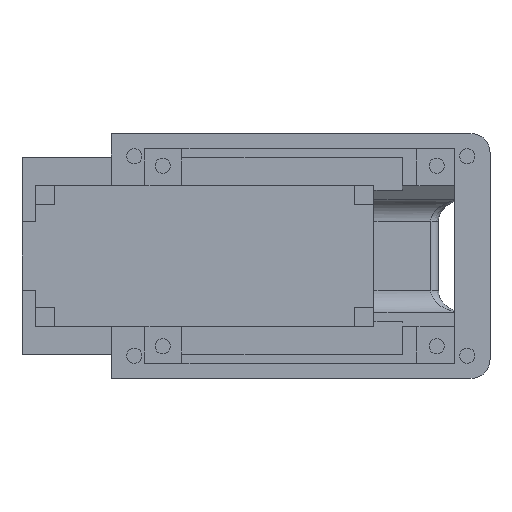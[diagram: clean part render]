
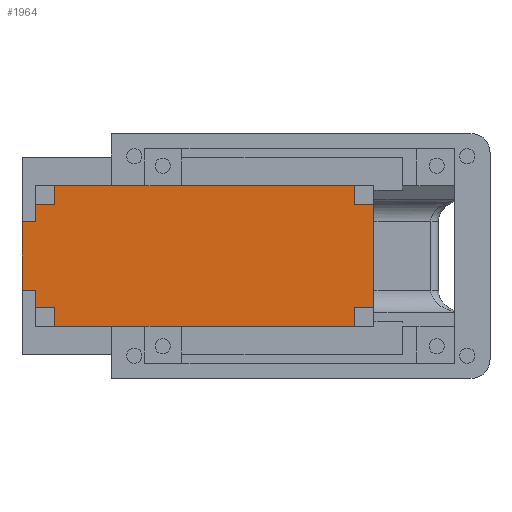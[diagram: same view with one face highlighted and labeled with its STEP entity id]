
A CAD part, front view. The second image highlights one B-rep face of the part: STEP entity #1964.
In plain terms, the highlighted planar face has unit normal (0, -1, 0).
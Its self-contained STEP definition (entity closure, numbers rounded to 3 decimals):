
#61=PLANE('',#2137);
#189=LINE('',#3417,#394);
#210=LINE('',#3460,#415);
#215=LINE('',#3468,#420);
#219=LINE('',#3476,#424);
#222=LINE('',#3483,#427);
#227=LINE('',#3492,#432);
#232=LINE('',#3503,#437);
#235=LINE('',#3507,#440);
#239=LINE('',#3516,#444);
#241=LINE('',#3520,#446);
#246=LINE('',#3530,#451);
#248=LINE('',#3534,#453);
#250=LINE('',#3538,#455);
#251=LINE('',#3540,#456);
#252=LINE('',#3541,#457);
#253=LINE('',#3542,#458);
#394=VECTOR('',#2479,10.);
#415=VECTOR('',#2512,10.);
#420=VECTOR('',#2519,10.);
#424=VECTOR('',#2525,10.);
#427=VECTOR('',#2530,10.);
#432=VECTOR('',#2537,10.);
#437=VECTOR('',#2546,10.);
#440=VECTOR('',#2551,10.);
#444=VECTOR('',#2559,10.);
#446=VECTOR('',#2563,10.);
#451=VECTOR('',#2572,10.);
#453=VECTOR('',#2576,10.);
#455=VECTOR('',#2580,10.);
#456=VECTOR('',#2581,10.);
#457=VECTOR('',#2582,10.);
#458=VECTOR('',#2583,10.);
#619=FACE_OUTER_BOUND('',#734,.T.);
#734=EDGE_LOOP('',(#1676,#1677,#1678,#1679,#1680,#1681,#1682,#1683,#1684,
#1685,#1686,#1687,#1688,#1689,#1690,#1691));
#952=VERTEX_POINT('',#3414);
#953=VERTEX_POINT('',#3416);
#968=VERTEX_POINT('',#3458);
#969=VERTEX_POINT('',#3459);
#971=VERTEX_POINT('',#3467);
#974=VERTEX_POINT('',#3475);
#976=VERTEX_POINT('',#3480);
#977=VERTEX_POINT('',#3482);
#983=VERTEX_POINT('',#3501);
#984=VERTEX_POINT('',#3502);
#987=VERTEX_POINT('',#3515);
#988=VERTEX_POINT('',#3519);
#991=VERTEX_POINT('',#3529);
#992=VERTEX_POINT('',#3533);
#993=VERTEX_POINT('',#3537);
#994=VERTEX_POINT('',#3539);
#1186=EDGE_CURVE('',#953,#952,#189,.T.);
#1207=EDGE_CURVE('',#968,#969,#210,.T.);
#1212=EDGE_CURVE('',#971,#969,#215,.T.);
#1216=EDGE_CURVE('',#974,#971,#219,.T.);
#1219=EDGE_CURVE('',#977,#976,#222,.T.);
#1224=EDGE_CURVE('',#968,#977,#227,.T.);
#1229=EDGE_CURVE('',#983,#984,#232,.T.);
#1232=EDGE_CURVE('',#952,#983,#235,.T.);
#1236=EDGE_CURVE('',#987,#953,#239,.T.);
#1238=EDGE_CURVE('',#988,#987,#241,.T.);
#1243=EDGE_CURVE('',#991,#974,#246,.T.);
#1245=EDGE_CURVE('',#992,#991,#248,.T.);
#1247=EDGE_CURVE('',#976,#993,#250,.T.);
#1248=EDGE_CURVE('',#993,#994,#251,.T.);
#1249=EDGE_CURVE('',#994,#988,#252,.T.);
#1250=EDGE_CURVE('',#984,#992,#253,.T.);
#1676=ORIENTED_EDGE('',*,*,#1247,.T.);
#1677=ORIENTED_EDGE('',*,*,#1248,.T.);
#1678=ORIENTED_EDGE('',*,*,#1249,.T.);
#1679=ORIENTED_EDGE('',*,*,#1238,.T.);
#1680=ORIENTED_EDGE('',*,*,#1236,.T.);
#1681=ORIENTED_EDGE('',*,*,#1186,.T.);
#1682=ORIENTED_EDGE('',*,*,#1232,.T.);
#1683=ORIENTED_EDGE('',*,*,#1229,.T.);
#1684=ORIENTED_EDGE('',*,*,#1250,.T.);
#1685=ORIENTED_EDGE('',*,*,#1245,.T.);
#1686=ORIENTED_EDGE('',*,*,#1243,.T.);
#1687=ORIENTED_EDGE('',*,*,#1216,.T.);
#1688=ORIENTED_EDGE('',*,*,#1212,.T.);
#1689=ORIENTED_EDGE('',*,*,#1207,.F.);
#1690=ORIENTED_EDGE('',*,*,#1224,.T.);
#1691=ORIENTED_EDGE('',*,*,#1219,.T.);
#1964=ADVANCED_FACE('',(#619),#61,.F.);
#2137=AXIS2_PLACEMENT_3D('',#3536,#2578,#2579);
#2479=DIRECTION('',(0.,0.,1.));
#2512=DIRECTION('',(0.,0.,1.));
#2519=DIRECTION('',(-1.,0.,0.));
#2525=DIRECTION('',(0.,0.,-1.));
#2530=DIRECTION('',(0.,0.,-1.));
#2537=DIRECTION('',(1.,0.,0.));
#2546=DIRECTION('',(0.,0.,1.));
#2551=DIRECTION('',(-1.,0.,0.));
#2559=DIRECTION('',(1.,0.,0.));
#2563=DIRECTION('',(0.,0.,1.));
#2572=DIRECTION('',(-1.,0.,0.));
#2576=DIRECTION('',(0.,0.,-1.));
#2578=DIRECTION('center_axis',(0.,1.,0.));
#2579=DIRECTION('ref_axis',(1.,0.,0.));
#2580=DIRECTION('',(1.,0.,0.));
#2581=DIRECTION('',(0.,0.,-1.));
#2582=DIRECTION('',(1.,0.,0.));
#2583=DIRECTION('',(-1.,0.,0.));
#3414=CARTESIAN_POINT('',(44.25,6.2,15.75));
#3416=CARTESIAN_POINT('',(44.25,6.2,2.25));
#3417=CARTESIAN_POINT('',(44.25,6.2,13.625));
#3458=CARTESIAN_POINT('',(-2.,6.2,4.5));
#3459=CARTESIAN_POINT('',(-2.,6.2,13.5));
#3460=CARTESIAN_POINT('',(-2.,6.2,1.));
#3467=CARTESIAN_POINT('',(-0.25,6.2,13.5));
#3468=CARTESIAN_POINT('',(10.,6.2,13.5));
#3475=CARTESIAN_POINT('',(-0.25,6.2,15.75));
#3476=CARTESIAN_POINT('',(-0.25,6.2,11.25));
#3480=CARTESIAN_POINT('',(-0.25,6.2,2.25));
#3482=CARTESIAN_POINT('',(-0.25,6.2,4.5));
#3483=CARTESIAN_POINT('',(-0.25,6.2,4.375));
#3492=CARTESIAN_POINT('',(10.875,6.2,4.5));
#3501=CARTESIAN_POINT('',(41.75,6.2,15.75));
#3502=CARTESIAN_POINT('',(41.75,6.2,18.25));
#3503=CARTESIAN_POINT('',(41.75,6.2,13.625));
#3507=CARTESIAN_POINT('',(31.875,6.2,15.75));
#3515=CARTESIAN_POINT('',(41.75,6.2,2.25));
#3516=CARTESIAN_POINT('',(33.125,6.2,2.25));
#3519=CARTESIAN_POINT('',(41.75,6.2,-0.25));
#3520=CARTESIAN_POINT('',(41.75,6.2,5.625));
#3529=CARTESIAN_POINT('',(2.25,6.2,15.75));
#3530=CARTESIAN_POINT('',(10.875,6.2,15.75));
#3533=CARTESIAN_POINT('',(2.25,6.2,18.25));
#3534=CARTESIAN_POINT('',(2.25,6.2,12.375));
#3536=CARTESIAN_POINT('Origin',(22.,6.2,9.));
#3537=CARTESIAN_POINT('',(2.25,6.2,2.25));
#3538=CARTESIAN_POINT('',(12.125,6.2,2.25));
#3539=CARTESIAN_POINT('',(2.25,6.2,-0.25));
#3540=CARTESIAN_POINT('',(2.25,6.2,4.375));
#3541=CARTESIAN_POINT('',(33.125,6.2,-0.25));
#3542=CARTESIAN_POINT('',(10.875,6.2,18.25));
